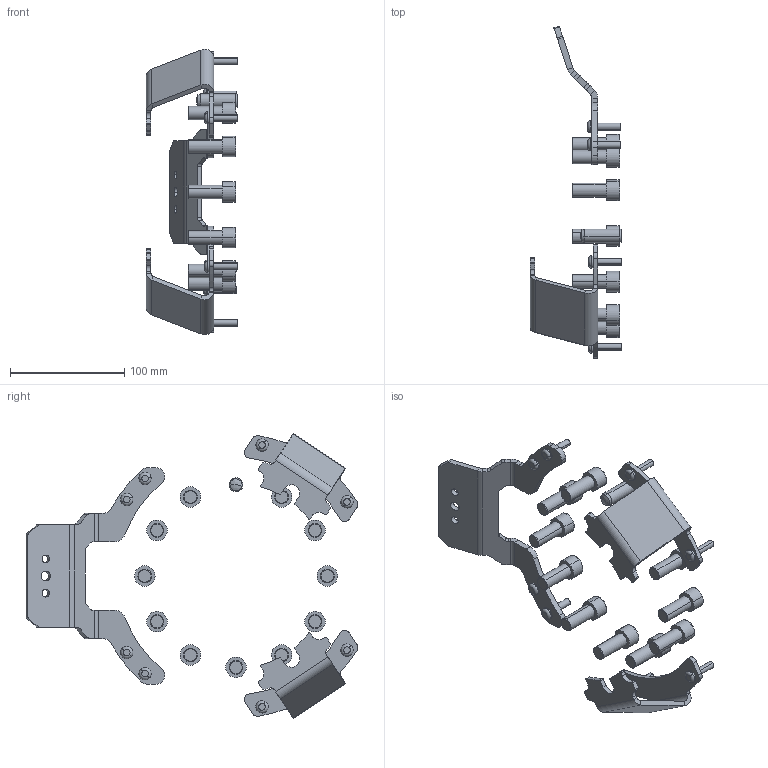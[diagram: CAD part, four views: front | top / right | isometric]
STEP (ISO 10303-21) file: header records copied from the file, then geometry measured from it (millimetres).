
FILE_DESCRIPTION (( 'STEP AP203' ), '1' );
FILE_NAME ('P5502.STEP', '2019-12-04T15:19:58', ( 'admin' ), ( '' ), 'SwSTEP 2.0', 'SolidWorks 2017', '' );
FILE_SCHEMA (( 'CONFIG_CONTROL_DESIGN' ));
Length unit declared in the file: millimetre
Products named in the file (1): P5502
Bounding box: 80 x 290.94 x 250.07 mm (x, y, z)
Volume: 179521.8 mm3; surface area: 90367.5 mm2
Topology: 23 solids, 23 shells, 501 faces, 1134 edges, 708 vertices
Faces by surface type: plane 219, cylinder 196, torus 54, cone 30, sphere 2
Entity records: 14113 total; most frequent: DIRECTION 2666, CARTESIAN_POINT 2342, ORIENTED_EDGE 2264, EDGE_CURVE 1132, AXIS2_PLACEMENT_3D 1032, VERTEX_POINT 708, VECTOR 602, LINE 602
